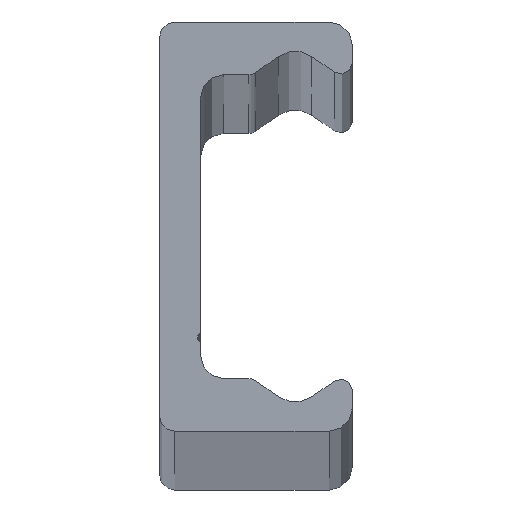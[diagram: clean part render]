
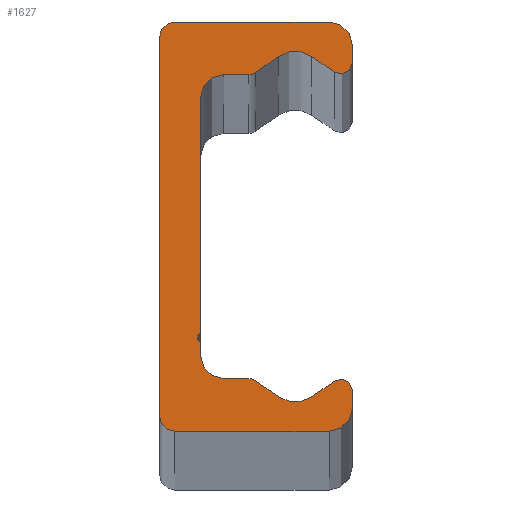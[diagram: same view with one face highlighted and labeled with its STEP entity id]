
A CAD part, top view. The second image highlights one B-rep face of the part: STEP entity #1627.
In plain terms, the highlighted planar face has unit normal (0, 0, 1).
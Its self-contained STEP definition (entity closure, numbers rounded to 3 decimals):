
#34=VECTOR('',#2224,1.);
#39=VECTOR('',#2236,1.);
#43=VECTOR('',#2247,1.);
#47=VECTOR('',#2258,1.);
#51=VECTOR('',#2269,1.);
#55=VECTOR('',#2280,1.);
#59=VECTOR('',#2291,1.);
#63=VECTOR('',#2302,1.);
#67=VECTOR('',#2313,1.);
#71=VECTOR('',#2324,1.);
#75=VECTOR('',#2335,1.);
#79=VECTOR('',#2346,1.);
#83=VECTOR('',#2357,1.);
#86=LINE('',#2657,#34);
#91=LINE('',#2672,#39);
#95=LINE('',#2684,#43);
#99=LINE('',#2696,#47);
#103=LINE('',#2708,#51);
#107=LINE('',#2720,#55);
#111=LINE('',#2732,#59);
#115=LINE('',#2744,#63);
#119=LINE('',#2756,#67);
#123=LINE('',#2768,#71);
#127=LINE('',#2780,#75);
#131=LINE('',#2792,#79);
#135=LINE('',#2804,#83);
#151=PLANE('',#1861);
#297=VERTEX_POINT('',#2658);
#298=VERTEX_POINT('',#2659);
#301=VERTEX_POINT('',#2667);
#303=VERTEX_POINT('',#2673);
#305=VERTEX_POINT('',#2679);
#307=VERTEX_POINT('',#2685);
#309=VERTEX_POINT('',#2691);
#311=VERTEX_POINT('',#2697);
#313=VERTEX_POINT('',#2703);
#315=VERTEX_POINT('',#2709);
#317=VERTEX_POINT('',#2715);
#319=VERTEX_POINT('',#2721);
#321=VERTEX_POINT('',#2727);
#323=VERTEX_POINT('',#2733);
#325=VERTEX_POINT('',#2739);
#327=VERTEX_POINT('',#2745);
#329=VERTEX_POINT('',#2751);
#331=VERTEX_POINT('',#2757);
#333=VERTEX_POINT('',#2763);
#335=VERTEX_POINT('',#2769);
#337=VERTEX_POINT('',#2775);
#339=VERTEX_POINT('',#2781);
#341=VERTEX_POINT('',#2787);
#343=VERTEX_POINT('',#2793);
#345=VERTEX_POINT('',#2799);
#347=VERTEX_POINT('',#2805);
#457=CIRCLE('',#1811,2.);
#459=CIRCLE('',#1815,1.);
#461=CIRCLE('',#1819,2.5);
#463=CIRCLE('',#1823,1.);
#465=CIRCLE('',#1827,2.);
#467=CIRCLE('',#1831,0.5);
#469=CIRCLE('',#1835,2.);
#471=CIRCLE('',#1839,1.);
#473=CIRCLE('',#1843,2.5);
#475=CIRCLE('',#1847,1.);
#477=CIRCLE('',#1851,2.);
#479=CIRCLE('',#1855,1.3);
#481=CIRCLE('',#1859,1.3);
#591=EDGE_CURVE('',#297,#298,#86,.T.);
#595=EDGE_CURVE('',#298,#301,#457,.T.);
#598=EDGE_CURVE('',#301,#303,#91,.T.);
#601=EDGE_CURVE('',#303,#305,#459,.T.);
#604=EDGE_CURVE('',#305,#307,#95,.T.);
#607=EDGE_CURVE('',#307,#309,#461,.T.);
#610=EDGE_CURVE('',#309,#311,#99,.T.);
#613=EDGE_CURVE('',#311,#313,#463,.T.);
#616=EDGE_CURVE('',#313,#315,#103,.T.);
#619=EDGE_CURVE('',#315,#317,#465,.T.);
#622=EDGE_CURVE('',#317,#319,#107,.T.);
#625=EDGE_CURVE('',#319,#321,#467,.T.);
#628=EDGE_CURVE('',#321,#323,#111,.T.);
#631=EDGE_CURVE('',#323,#325,#469,.T.);
#634=EDGE_CURVE('',#325,#327,#115,.T.);
#637=EDGE_CURVE('',#327,#329,#471,.T.);
#640=EDGE_CURVE('',#329,#331,#119,.T.);
#643=EDGE_CURVE('',#331,#333,#473,.T.);
#646=EDGE_CURVE('',#333,#335,#123,.T.);
#649=EDGE_CURVE('',#335,#337,#475,.T.);
#652=EDGE_CURVE('',#337,#339,#127,.T.);
#655=EDGE_CURVE('',#339,#341,#477,.T.);
#658=EDGE_CURVE('',#341,#343,#131,.T.);
#661=EDGE_CURVE('',#343,#345,#479,.T.);
#664=EDGE_CURVE('',#345,#347,#135,.T.);
#667=EDGE_CURVE('',#347,#297,#481,.T.);
#989=ORIENTED_EDGE('',*,*,#591,.F.);
#990=ORIENTED_EDGE('',*,*,#667,.F.);
#991=ORIENTED_EDGE('',*,*,#664,.F.);
#992=ORIENTED_EDGE('',*,*,#661,.F.);
#993=ORIENTED_EDGE('',*,*,#658,.F.);
#994=ORIENTED_EDGE('',*,*,#655,.F.);
#995=ORIENTED_EDGE('',*,*,#652,.F.);
#996=ORIENTED_EDGE('',*,*,#649,.F.);
#997=ORIENTED_EDGE('',*,*,#646,.F.);
#998=ORIENTED_EDGE('',*,*,#643,.F.);
#999=ORIENTED_EDGE('',*,*,#640,.F.);
#1000=ORIENTED_EDGE('',*,*,#637,.F.);
#1001=ORIENTED_EDGE('',*,*,#634,.F.);
#1002=ORIENTED_EDGE('',*,*,#631,.F.);
#1003=ORIENTED_EDGE('',*,*,#628,.F.);
#1004=ORIENTED_EDGE('',*,*,#625,.F.);
#1005=ORIENTED_EDGE('',*,*,#622,.F.);
#1006=ORIENTED_EDGE('',*,*,#619,.F.);
#1007=ORIENTED_EDGE('',*,*,#616,.F.);
#1008=ORIENTED_EDGE('',*,*,#613,.F.);
#1009=ORIENTED_EDGE('',*,*,#610,.F.);
#1010=ORIENTED_EDGE('',*,*,#607,.F.);
#1011=ORIENTED_EDGE('',*,*,#604,.F.);
#1012=ORIENTED_EDGE('',*,*,#601,.F.);
#1013=ORIENTED_EDGE('',*,*,#598,.F.);
#1014=ORIENTED_EDGE('',*,*,#595,.F.);
#1283=EDGE_LOOP('',(#989,#990,#991,#992,#993,#994,#995,#996,#997,#998,#999,
#1000,#1001,#1002,#1003,#1004,#1005,#1006,#1007,#1008,#1009,#1010,#1011,
#1012,#1013,#1014));
#1527=FACE_BOUND('',#1283,.T.);
#1627=ADVANCED_FACE('',(#1527),#151,.T.);
#1811=AXIS2_PLACEMENT_3D('',#2666,#2230,#2231);
#1815=AXIS2_PLACEMENT_3D('',#2678,#2241,#2242);
#1819=AXIS2_PLACEMENT_3D('',#2690,#2252,#2253);
#1823=AXIS2_PLACEMENT_3D('',#2702,#2263,#2264);
#1827=AXIS2_PLACEMENT_3D('',#2714,#2274,#2275);
#1831=AXIS2_PLACEMENT_3D('',#2726,#2285,#2286);
#1835=AXIS2_PLACEMENT_3D('',#2738,#2296,#2297);
#1839=AXIS2_PLACEMENT_3D('',#2750,#2307,#2308);
#1843=AXIS2_PLACEMENT_3D('',#2762,#2318,#2319);
#1847=AXIS2_PLACEMENT_3D('',#2774,#2329,#2330);
#1851=AXIS2_PLACEMENT_3D('',#2786,#2340,#2341);
#1855=AXIS2_PLACEMENT_3D('',#2798,#2351,#2352);
#1859=AXIS2_PLACEMENT_3D('',#2810,#2362,#2363);
#1861=AXIS2_PLACEMENT_3D('',#2812,#2366,$);
#2224=DIRECTION('',(1.,0.,0.));
#2230=DIRECTION('',(0.,0.,-1.));
#2231=DIRECTION('',(2.,0.,0.));
#2236=DIRECTION('',(0.,-1.,0.));
#2241=DIRECTION('',(0.,0.,-1.));
#2242=DIRECTION('',(1.,0.,0.));
#2247=DIRECTION('',(-0.819,0.574,0.));
#2252=DIRECTION('',(0.,0.,1.));
#2253=DIRECTION('',(2.5,0.,0.));
#2258=DIRECTION('',(-0.819,-0.574,0.));
#2263=DIRECTION('',(0.,0.,-1.));
#2264=DIRECTION('',(1.,0.,0.));
#2269=DIRECTION('',(-1.,0.,0.));
#2274=DIRECTION('',(0.,0.,1.));
#2275=DIRECTION('',(2.,0.,0.));
#2280=DIRECTION('',(0.,-1.,0.));
#2285=DIRECTION('',(0.,0.,1.));
#2286=DIRECTION('',(0.5,0.,0.));
#2291=DIRECTION('',(0.,-1.,0.));
#2296=DIRECTION('',(0.,0.,1.));
#2297=DIRECTION('',(2.,0.,0.));
#2302=DIRECTION('',(1.,0.,0.));
#2307=DIRECTION('',(0.,0.,-1.));
#2308=DIRECTION('',(1.,0.,0.));
#2313=DIRECTION('',(0.819,-0.574,0.));
#2318=DIRECTION('',(0.,0.,1.));
#2319=DIRECTION('',(2.5,0.,0.));
#2324=DIRECTION('',(0.819,0.574,0.));
#2329=DIRECTION('',(0.,0.,-1.));
#2330=DIRECTION('',(1.,0.,0.));
#2335=DIRECTION('',(0.,-1.,0.));
#2340=DIRECTION('',(0.,0.,-1.));
#2341=DIRECTION('',(2.,0.,0.));
#2346=DIRECTION('',(-1.,0.,0.));
#2351=DIRECTION('',(0.,0.,-1.));
#2352=DIRECTION('',(1.3,0.,0.));
#2357=DIRECTION('',(0.,1.,0.));
#2362=DIRECTION('',(0.,0.,-1.));
#2363=DIRECTION('',(1.3,0.,0.));
#2366=DIRECTION('',(0.,0.,1.));
#2657=CARTESIAN_POINT('',(14.5,17.5,2880.));
#2658=CARTESIAN_POINT('',(1.3,17.5,2880.));
#2659=CARTESIAN_POINT('',(14.5,17.5,2880.));
#2666=CARTESIAN_POINT('',(14.5,15.5,2880.));
#2667=CARTESIAN_POINT('',(16.5,15.5,2880.));
#2672=CARTESIAN_POINT('',(16.5,14.042,2880.));
#2673=CARTESIAN_POINT('',(16.5,14.042,2880.));
#2678=CARTESIAN_POINT('',(15.5,14.042,2880.));
#2679=CARTESIAN_POINT('',(14.926,13.223,2880.));
#2684=CARTESIAN_POINT('',(13.034,14.548,2880.));
#2685=CARTESIAN_POINT('',(13.034,14.548,2880.));
#2690=CARTESIAN_POINT('',(11.6,12.5,2880.));
#2691=CARTESIAN_POINT('',(10.166,14.548,2880.));
#2696=CARTESIAN_POINT('',(8.214,13.181,2880.));
#2697=CARTESIAN_POINT('',(8.214,13.181,2880.));
#2702=CARTESIAN_POINT('',(7.64,14.,2880.));
#2703=CARTESIAN_POINT('',(7.64,13.,2880.));
#2708=CARTESIAN_POINT('',(5.5,13.,2880.));
#2709=CARTESIAN_POINT('',(5.5,13.,2880.));
#2714=CARTESIAN_POINT('',(5.5,11.,2880.));
#2715=CARTESIAN_POINT('',(3.5,11.,2880.));
#2720=CARTESIAN_POINT('',(3.5,-9.067,2880.));
#2721=CARTESIAN_POINT('',(3.5,-9.067,2880.));
#2726=CARTESIAN_POINT('',(3.75,-9.5,2880.));
#2727=CARTESIAN_POINT('',(3.5,-9.933,2880.));
#2732=CARTESIAN_POINT('',(3.5,-11.,2880.));
#2733=CARTESIAN_POINT('',(3.5,-11.,2880.));
#2738=CARTESIAN_POINT('',(5.5,-11.,2880.));
#2739=CARTESIAN_POINT('',(5.5,-13.,2880.));
#2744=CARTESIAN_POINT('',(7.64,-13.,2880.));
#2745=CARTESIAN_POINT('',(7.64,-13.,2880.));
#2750=CARTESIAN_POINT('',(7.64,-14.,2880.));
#2751=CARTESIAN_POINT('',(8.214,-13.181,2880.));
#2756=CARTESIAN_POINT('',(10.166,-14.548,2880.));
#2757=CARTESIAN_POINT('',(10.166,-14.548,2880.));
#2762=CARTESIAN_POINT('',(11.6,-12.5,2880.));
#2763=CARTESIAN_POINT('',(13.034,-14.548,2880.));
#2768=CARTESIAN_POINT('',(14.926,-13.223,2880.));
#2769=CARTESIAN_POINT('',(14.926,-13.223,2880.));
#2774=CARTESIAN_POINT('',(15.5,-14.042,2880.));
#2775=CARTESIAN_POINT('',(16.5,-14.042,2880.));
#2780=CARTESIAN_POINT('',(16.5,-15.5,2880.));
#2781=CARTESIAN_POINT('',(16.5,-15.5,2880.));
#2786=CARTESIAN_POINT('',(14.5,-15.5,2880.));
#2787=CARTESIAN_POINT('',(14.5,-17.5,2880.));
#2792=CARTESIAN_POINT('',(1.3,-17.5,2880.));
#2793=CARTESIAN_POINT('',(1.3,-17.5,2880.));
#2798=CARTESIAN_POINT('',(1.3,-16.2,2880.));
#2799=CARTESIAN_POINT('',(0.,-16.2,2880.));
#2804=CARTESIAN_POINT('',(0.,16.2,2880.));
#2805=CARTESIAN_POINT('',(0.,16.2,2880.));
#2810=CARTESIAN_POINT('',(1.3,16.2,2880.));
#2812=CARTESIAN_POINT('',(5.942,-0.014,2880.));
